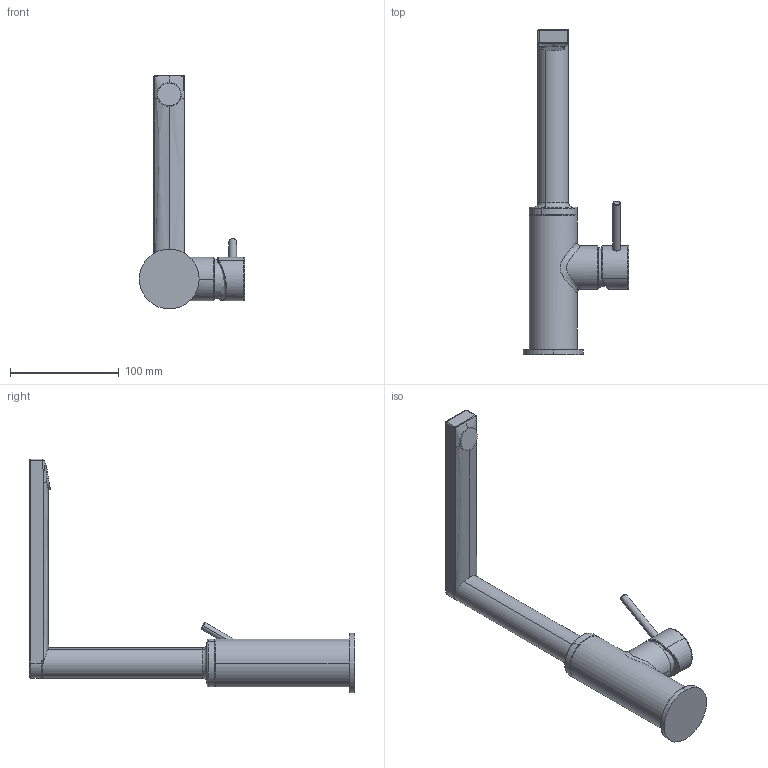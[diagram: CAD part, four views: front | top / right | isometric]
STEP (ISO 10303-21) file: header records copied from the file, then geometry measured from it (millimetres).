
FILE_DESCRIPTION (( 'STEP AP203' ), '1' );
FILE_NAME ('57112273.STEP', '2018-03-13T04:55:12', ( '' ), ( '' ), 'SwSTEP 2.0', 'SolidWorks 2016', '' );
FILE_SCHEMA (( 'CONFIG_CONTROL_DESIGN' ));
Length unit declared in the file: millimetre
Products named in the file (1): 57112273
Bounding box: 96.85 x 298.65 x 214.9 mm (x, y, z)
Volume: 467283.1 mm3; surface area: 73950.8 mm2
Topology: 8 solids, 8 shells, 91 faces, 193 edges, 116 vertices
Faces by surface type: cylinder 29, bspline 26, plane 20, torus 8, cone 4, sphere 4
Entity records: 4755 total; most frequent: CARTESIAN_POINT 2925, ORIENTED_EDGE 378, DIRECTION 336, EDGE_CURVE 189, AXIS2_PLACEMENT_3D 148, VERTEX_POINT 114, EDGE_LOOP 91, FACE_OUTER_BOUND 91
